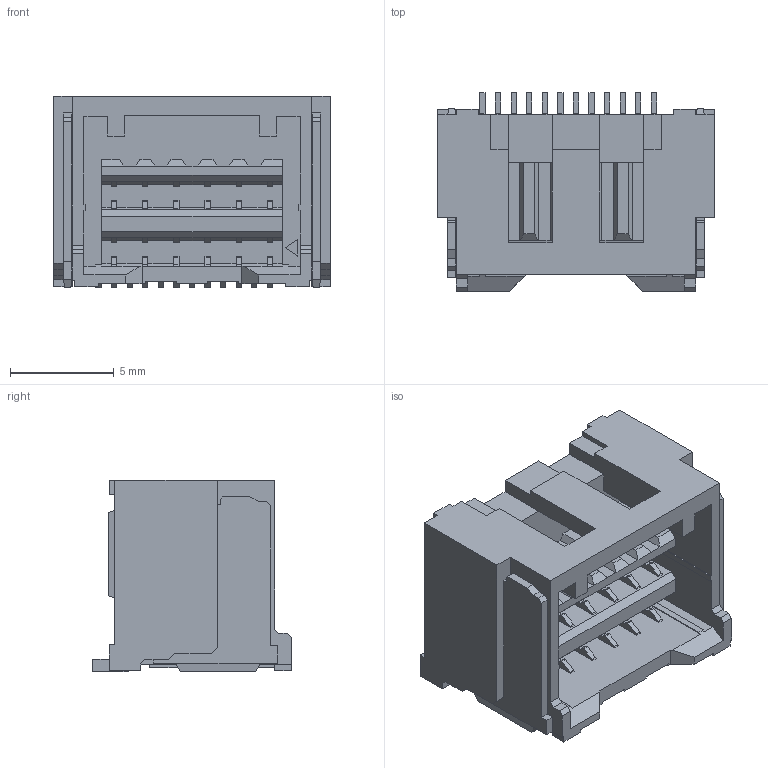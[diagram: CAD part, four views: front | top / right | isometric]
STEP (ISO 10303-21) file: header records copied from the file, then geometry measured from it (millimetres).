
FILE_DESCRIPTION(/* description */ (''),/* implementation_level */ '2;1');
FILE_NAME(/* name */ '2132281210wbm000_01_214.stp',/* time_stamp */ '2024-07-29T14:21:12+06:00',/* author */ (''),/* organization */ (''),/* preprocessor_version */ 'ST-DEVELOPER v16.7',/* originating_system */ 'SIEMENS PLM Software NX 1919',/* authorisation */ '');
FILE_SCHEMA (('AUTOMOTIVE_DESIGN { 1 0 10303 214 3 1 1 1 }'));
Length unit declared in the file: millimetre
Products named in the file (1): 2132281210wbm000_01
Bounding box: 13.3 x 9.55 x 9.2 mm (x, y, z)
Volume: 567.9 mm3; surface area: 1070.6 mm2
Topology: 1 solids, 1 shells, 495 faces, 1456 edges, 962 vertices
Faces by surface type: plane 459, cylinder 36
Entity records: 16186 total; most frequent: CARTESIAN_POINT 2914, ORIENTED_EDGE 2912, DIRECTION 2520, EDGE_CURVE 1456, LINE 1384, VECTOR 1384, VERTEX_POINT 962, AXIS2_PLACEMENT_3D 568
